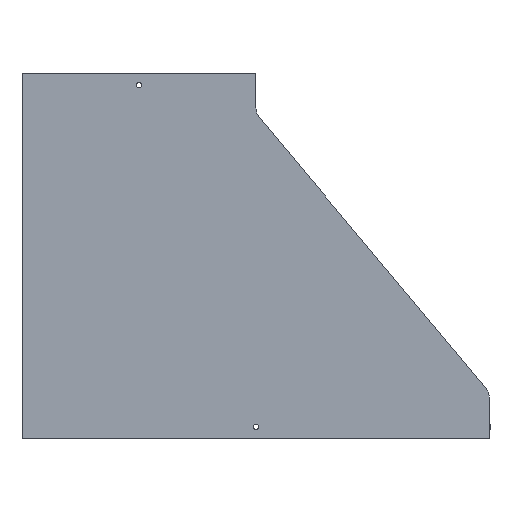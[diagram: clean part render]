
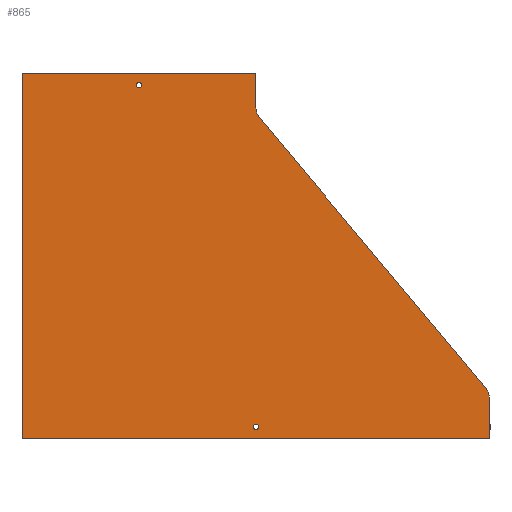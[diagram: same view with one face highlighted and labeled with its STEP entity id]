
A CAD part, front view. The second image highlights one B-rep face of the part: STEP entity #865.
In plain terms, the highlighted planar face has unit normal (0, -1, 0).
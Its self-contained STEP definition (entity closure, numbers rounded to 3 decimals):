
#29 = VECTOR ( 'NONE', #843, 1000. ) ;
#31 = LINE ( 'NONE', #842, #29 ) ;
#63 = LINE ( 'NONE', #242, #65 ) ;
#65 = VECTOR ( 'NONE', #240, 1000. ) ;
#129 = VERTEX_POINT ( 'NONE', #1156 ) ;
#131 = VERTEX_POINT ( 'NONE', #1117 ) ;
#142 = VERTEX_POINT ( 'NONE', #1152 ) ;
#151 = VERTEX_POINT ( 'NONE', #1147 ) ;
#153 = VERTEX_POINT ( 'NONE', #1167 ) ;
#173 = VERTEX_POINT ( 'NONE', #1163 ) ;
#176 = VERTEX_POINT ( 'NONE', #1159 ) ;
#196 = VERTEX_POINT ( 'NONE', #245 ) ;
#240 = DIRECTION ( 'NONE',  ( 0., 0., 1. ) ) ;
#242 = CARTESIAN_POINT ( 'NONE',  ( 300., 0., 0. ) ) ;
#245 = CARTESIAN_POINT ( 'NONE',  ( 592.994, 0., -401.003 ) ) ;
#264 = FACE_BOUND ( 'NONE', #1030, .T. ) ;
#272 = FACE_BOUND ( 'NONE', #1027, .T. ) ;
#276 = VECTOR ( 'NONE', #591, 1000. ) ;
#277 = LINE ( 'NONE', #583, #276 ) ;
#278 = VECTOR ( 'NONE', #590, 1000. ) ;
#279 = CIRCLE ( 'NONE', #458, 20. ) ;
#280 = CIRCLE ( 'NONE', #460, 3.5 ) ;
#281 = CIRCLE ( 'NONE', #459, 30. ) ;
#282 = LINE ( 'NONE', #577, #278 ) ;
#284 = CIRCLE ( 'NONE', #461, 3.5 ) ;
#291 = VECTOR ( 'NONE', #575, 1000. ) ;
#294 = LINE ( 'NONE', #574, #291 ) ;
#297 = VECTOR ( 'NONE', #569, 1000. ) ;
#300 = LINE ( 'NONE', #568, #297 ) ;
#373 = VERTEX_POINT ( 'NONE', #948 ) ;
#377 = VERTEX_POINT ( 'NONE', #950 ) ;
#430 = FACE_OUTER_BOUND ( 'NONE', #1005, .T. ) ;
#438 = AXIS2_PLACEMENT_3D ( 'NONE', #694, #688, #698 ) ;
#458 = AXIS2_PLACEMENT_3D ( 'NONE', #598, #599, #600 ) ;
#459 = AXIS2_PLACEMENT_3D ( 'NONE', #594, #595, #596 ) ;
#460 = AXIS2_PLACEMENT_3D ( 'NONE', #587, #588, #589 ) ;
#461 = AXIS2_PLACEMENT_3D ( 'NONE', #584, #585, #586 ) ;
#485 = EDGE_CURVE ( 'NONE', #176, #142, #63, .T. ) ;
#501 = EDGE_CURVE ( 'NONE', #131, #153, #31, .T. ) ;
#519 = EDGE_CURVE ( 'NONE', #173, #142, #300, .T. ) ;
#522 = EDGE_CURVE ( 'NONE', #131, #129, #294, .T. ) ;
#527 = EDGE_CURVE ( 'NONE', #373, #373, #284, .T. ) ;
#528 = EDGE_CURVE ( 'NONE', #377, #377, #280, .T. ) ;
#529 = EDGE_CURVE ( 'NONE', #129, #173, #282, .T. ) ;
#530 = EDGE_CURVE ( 'NONE', #153, #196, #281, .T. ) ;
#531 = EDGE_CURVE ( 'NONE', #196, #151, #277, .T. ) ;
#532 = EDGE_CURVE ( 'NONE', #151, #176, #279, .T. ) ;
#568 = CARTESIAN_POINT ( 'NONE',  ( -300., 0., 0. ) ) ;
#569 = DIRECTION ( 'NONE',  ( 1., 0., 0. ) ) ;
#574 = CARTESIAN_POINT ( 'NONE',  ( -600., 0., -468. ) ) ;
#575 = DIRECTION ( 'NONE',  ( -1., 0., 0. ) ) ;
#577 = CARTESIAN_POINT ( 'NONE',  ( 0., 0., 0. ) ) ;
#583 = CARTESIAN_POINT ( 'NONE',  ( 304.671, 0., -56.938 ) ) ;
#584 = CARTESIAN_POINT ( 'NONE',  ( 300., 0., -453. ) ) ;
#585 = DIRECTION ( 'NONE',  ( 0., -1., 0. ) ) ;
#586 = DIRECTION ( 'NONE',  ( 0., 0., -1. ) ) ;
#587 = CARTESIAN_POINT ( 'NONE',  ( 150., 0., -15. ) ) ;
#588 = DIRECTION ( 'NONE',  ( 0., -1., 0. ) ) ;
#589 = DIRECTION ( 'NONE',  ( 0., 0., -1. ) ) ;
#590 = DIRECTION ( 'NONE',  ( 0., 0., 1. ) ) ;
#591 = DIRECTION ( 'NONE',  ( -0.642, 0., 0.766 ) ) ;
#594 = CARTESIAN_POINT ( 'NONE',  ( 570., 0., -420.272 ) ) ;
#595 = DIRECTION ( 'NONE',  ( 0., -1., 0. ) ) ;
#596 = DIRECTION ( 'NONE',  ( 0., 0., 1. ) ) ;
#598 = CARTESIAN_POINT ( 'NONE',  ( 320., 0., -44.092 ) ) ;
#599 = DIRECTION ( 'NONE',  ( 0., 1., 0. ) ) ;
#600 = DIRECTION ( 'NONE',  ( 0., 0., 1. ) ) ;
#688 = DIRECTION ( 'NONE',  ( 0., 1., 0. ) ) ;
#694 = CARTESIAN_POINT ( 'NONE',  ( -320., 0., -44.092 ) ) ;
#696 = PLANE ( 'NONE',  #438 ) ;
#698 = DIRECTION ( 'NONE',  ( 0., 0., 1. ) ) ;
#842 = CARTESIAN_POINT ( 'NONE',  ( 600., 0., -420.272 ) ) ;
#843 = DIRECTION ( 'NONE',  ( 0., 0., 1. ) ) ;
#865 = ADVANCED_FACE ( 'NONE', ( #272, #264, #430 ), #696, .F. ) ;
#948 = CARTESIAN_POINT ( 'NONE',  ( 300., 0., -456.5 ) ) ;
#950 = CARTESIAN_POINT ( 'NONE',  ( 150., 0., -18.5 ) ) ;
#1005 = EDGE_LOOP ( 'NONE', ( #1191, #1190, #1189, #1188, #1187, #1186, #1185, #1184 ) ) ;
#1027 = EDGE_LOOP ( 'NONE', ( #1193 ) ) ;
#1030 = EDGE_LOOP ( 'NONE', ( #1192 ) ) ;
#1117 = CARTESIAN_POINT ( 'NONE',  ( 600., 0., -468. ) ) ;
#1147 = CARTESIAN_POINT ( 'NONE',  ( 304.671, 0., -56.938 ) ) ;
#1152 = CARTESIAN_POINT ( 'NONE',  ( 300., 0., 0. ) ) ;
#1156 = CARTESIAN_POINT ( 'NONE',  ( 0., 0., -468. ) ) ;
#1159 = CARTESIAN_POINT ( 'NONE',  ( 300., 0., -44.092 ) ) ;
#1163 = CARTESIAN_POINT ( 'NONE',  ( 0., 0., 0. ) ) ;
#1167 = CARTESIAN_POINT ( 'NONE',  ( 600., 0., -420.272 ) ) ;
#1184 = ORIENTED_EDGE ( 'NONE', *, *, #485, .T. ) ;
#1185 = ORIENTED_EDGE ( 'NONE', *, *, #532, .T. ) ;
#1186 = ORIENTED_EDGE ( 'NONE', *, *, #531, .T. ) ;
#1187 = ORIENTED_EDGE ( 'NONE', *, *, #530, .T. ) ;
#1188 = ORIENTED_EDGE ( 'NONE', *, *, #501, .T. ) ;
#1189 = ORIENTED_EDGE ( 'NONE', *, *, #522, .F. ) ;
#1190 = ORIENTED_EDGE ( 'NONE', *, *, #529, .F. ) ;
#1191 = ORIENTED_EDGE ( 'NONE', *, *, #519, .F. ) ;
#1192 = ORIENTED_EDGE ( 'NONE', *, *, #528, .F. ) ;
#1193 = ORIENTED_EDGE ( 'NONE', *, *, #527, .F. ) ;
